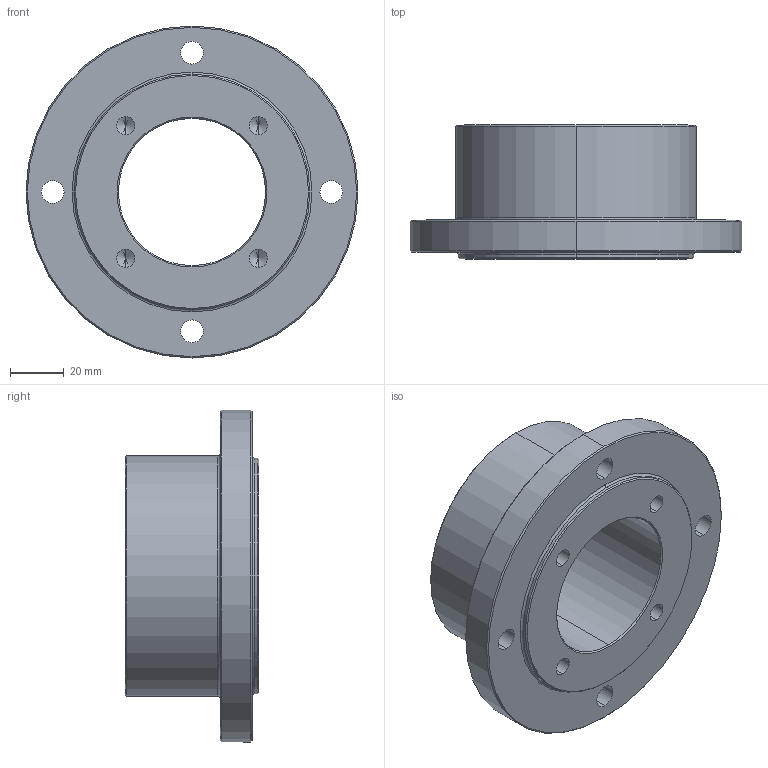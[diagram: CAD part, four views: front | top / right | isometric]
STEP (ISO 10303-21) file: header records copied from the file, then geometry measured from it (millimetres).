
FILE_DESCRIPTION (( 'STEP AP214' ), '1' );
FILE_NAME ('Moyeu.STEP', '2022-01-22T13:50:51', ( '' ), ( '' ), 'SwSTEP 2.0', 'SolidWorks 2019', '' );
FILE_SCHEMA (( 'AUTOMOTIVE_DESIGN' ));
Length unit declared in the file: millimetre
Products named in the file (1): Moyeu
Bounding box: 124 x 50 x 124 mm (x, y, z)
Volume: 256852.4 mm3; surface area: 47907 mm2
Topology: 1 solids, 1 shells, 68 faces, 160 edges, 88 vertices
Faces by surface type: cylinder 32, cone 28, torus 4, plane 4
Entity records: 2158 total; most frequent: DIRECTION 366, CARTESIAN_POINT 301, ORIENTED_EDGE 288, AXIS2_PLACEMENT_3D 153, EDGE_CURVE 144, EDGE_LOOP 88, VERTEX_POINT 88, CIRCLE 84
